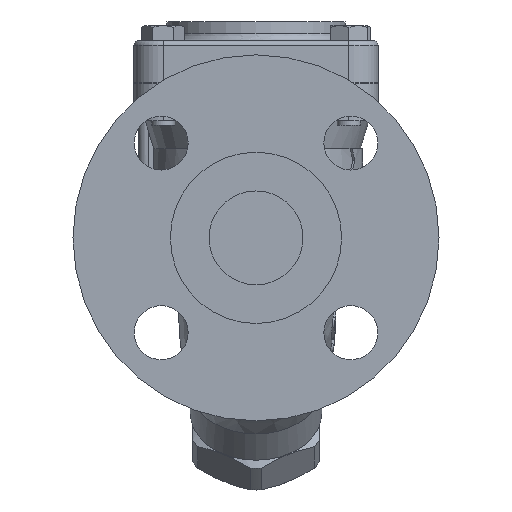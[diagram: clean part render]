
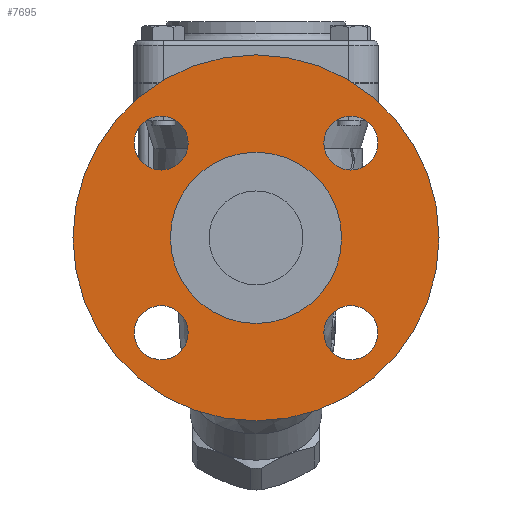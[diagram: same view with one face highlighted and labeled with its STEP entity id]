
A CAD part, left-side view. The second image highlights one B-rep face of the part: STEP entity #7695.
In plain terms, the highlighted free-form (B-spline) face has degree [1, 1] with [2, 2] control points.
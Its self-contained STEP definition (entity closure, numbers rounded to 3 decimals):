
#7597=CARTESIAN_POINT('',(-130.4,0.0,-29.5));
#7598=VERTEX_POINT('',#7597);
#7599=CARTESIAN_POINT('',(-130.4,0.0,-66.));
#7600=DIRECTION('',(-1.0,0.0,0.0));
#7601=DIRECTION('',(0.0,0.0,1.0));
#7602=AXIS2_PLACEMENT_3D('',#7599,#7600,#7601);
#7603=CIRCLE('',#7602,36.5);
#7604=EDGE_CURVE('',#7598,#7598,#7603,.T.);
#7632=CARTESIAN_POINT('',(-130.4,78.0,12.));
#7633=CARTESIAN_POINT('',(-130.4,78.0,-144.));
#7634=CARTESIAN_POINT('',(-130.4,-78.0,12.));
#7635=CARTESIAN_POINT('',(-130.4,-78.0,-144.));
#7636=B_SPLINE_SURFACE_WITH_KNOTS('',1,1,((#7632,#7634),(#7633,#7635)),.UNSPECIFIED.,.F.,.F.,.U.,(2,2),(2,2),(0.0,156.),(0.0,156.0),.UNSPECIFIED.);
#7637=CARTESIAN_POINT('',(-130.4,0.0,12.));
#7638=VERTEX_POINT('',#7637);
#7639=CARTESIAN_POINT('',(-130.4,0.0,-66.));
#7640=DIRECTION('',(-1.0,0.0,0.0));
#7641=DIRECTION('',(0.0,0.0,1.0));
#7642=AXIS2_PLACEMENT_3D('',#7639,#7640,#7641);
#7643=CIRCLE('',#7642,78.0);
#7644=EDGE_CURVE('',#7638,#7638,#7643,.T.);
#7645=ORIENTED_EDGE('',*,*,#7644,.T.);
#7646=EDGE_LOOP('',(#7645));
#7647=FACE_OUTER_BOUND('',#7646,.T.);
#7648=CARTESIAN_POINT('',(-130.4,-28.911,-106.411));
#7649=VERTEX_POINT('',#7648);
#7650=CARTESIAN_POINT('',(-130.4,-40.411,-106.411));
#7651=DIRECTION('',(1.0,0.0,0.0));
#7652=DIRECTION('',(0.0,1.0,0.0));
#7653=AXIS2_PLACEMENT_3D('',#7650,#7651,#7652);
#7654=CIRCLE('',#7653,11.5);
#7655=EDGE_CURVE('',#7649,#7649,#7654,.T.);
#7656=ORIENTED_EDGE('',*,*,#7655,.T.);
#7657=EDGE_LOOP('',(#7656));
#7658=FACE_BOUND('',#7657,.T.);
#7659=CARTESIAN_POINT('',(-130.4,-40.411,-37.089));
#7660=VERTEX_POINT('',#7659);
#7661=CARTESIAN_POINT('',(-130.4,-40.411,-25.589));
#7662=DIRECTION('',(1.0,0.0,0.0));
#7663=DIRECTION('',(0.0,0.0,-1.0));
#7664=AXIS2_PLACEMENT_3D('',#7661,#7662,#7663);
#7665=CIRCLE('',#7664,11.5);
#7666=EDGE_CURVE('',#7660,#7660,#7665,.T.);
#7667=ORIENTED_EDGE('',*,*,#7666,.T.);
#7668=EDGE_LOOP('',(#7667));
#7669=FACE_BOUND('',#7668,.T.);
#7670=CARTESIAN_POINT('',(-130.4,28.911,-25.589));
#7671=VERTEX_POINT('',#7670);
#7672=CARTESIAN_POINT('',(-130.4,40.411,-25.589));
#7673=DIRECTION('',(1.0,0.0,0.0));
#7674=DIRECTION('',(0.0,-1.0,0.0));
#7675=AXIS2_PLACEMENT_3D('',#7672,#7673,#7674);
#7676=CIRCLE('',#7675,11.5);
#7677=EDGE_CURVE('',#7671,#7671,#7676,.T.);
#7678=ORIENTED_EDGE('',*,*,#7677,.T.);
#7679=EDGE_LOOP('',(#7678));
#7680=FACE_BOUND('',#7679,.T.);
#7681=CARTESIAN_POINT('',(-130.4,40.411,-94.911));
#7682=VERTEX_POINT('',#7681);
#7683=CARTESIAN_POINT('',(-130.4,40.411,-106.411));
#7684=DIRECTION('',(1.0,0.0,0.0));
#7685=DIRECTION('',(0.0,0.0,1.0));
#7686=AXIS2_PLACEMENT_3D('',#7683,#7684,#7685);
#7687=CIRCLE('',#7686,11.5);
#7688=EDGE_CURVE('',#7682,#7682,#7687,.T.);
#7689=ORIENTED_EDGE('',*,*,#7688,.T.);
#7690=EDGE_LOOP('',(#7689));
#7691=FACE_BOUND('',#7690,.T.);
#7692=ORIENTED_EDGE('',*,*,#7604,.F.);
#7693=EDGE_LOOP('',(#7692));
#7694=FACE_BOUND('',#7693,.T.);
#7695=ADVANCED_FACE('',(#7647,#7658,#7669,#7680,#7691,#7694),#7636,.T.);
